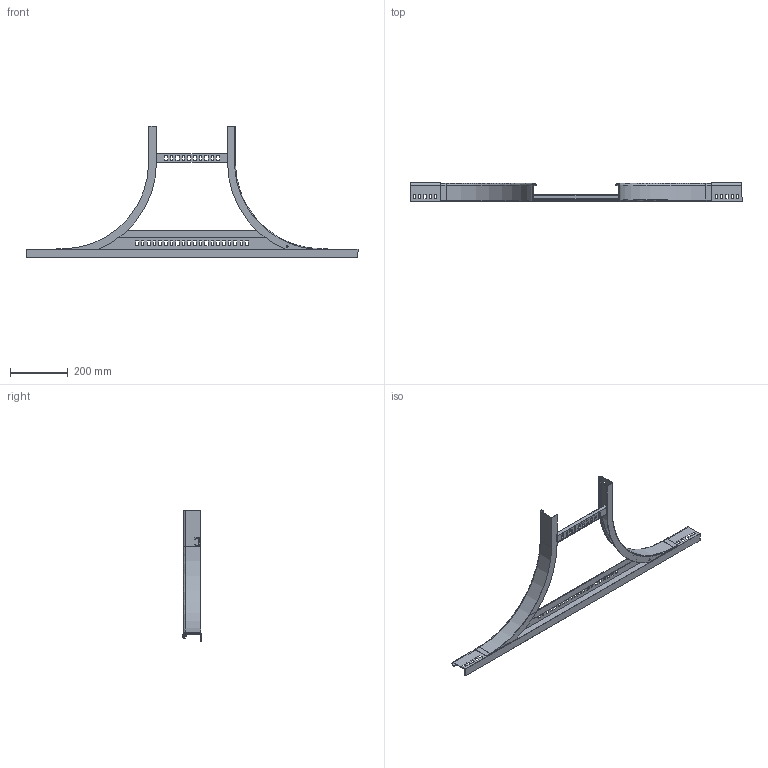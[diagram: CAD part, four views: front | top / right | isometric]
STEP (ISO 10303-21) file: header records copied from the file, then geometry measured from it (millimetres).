
FILE_DESCRIPTION (( 'STEP AP214' ), '1' );
FILE_NAME ('6225872.stp', '2017-03-27T07:56:45', ( '' ), ( '' ), 'SwSTEP 2.0', 'SolidWorks 2016', '' );
FILE_SCHEMA (( 'AUTOMOTIVE_DESIGN' ));
Length unit declared in the file: millimetre
Products named in the file (5): 086941_Innenholm 60xR300 li; 086940_St》zprofil f〉 R300 NB300; 079986_L=0292; 086941_Innenholm 60xR300 re; 6225872
Assembly tree (4 placements, depth 2):
  6225872
    086941_Innenholm 60xR300 re
    079986_L=0292
    086940_St》zprofil f〉 R300 NB300
    086941_Innenholm 60xR300 li
Bounding box: 1150 x 65 x 456.2 mm (x, y, z)
Volume: 447422.5 mm3; surface area: 529714.4 mm2
Topology: 4 solids, 4 shells, 324 faces, 925 edges, 609 vertices
Faces by surface type: plane 236, cylinder 76, bspline 12
Entity records: 15473 total; most frequent: CARTESIAN_POINT 3049, ORIENTED_EDGE 1850, DIRECTION 1687, EDGE_CURVE 925, LINE 745, VECTOR 745, VERTEX_POINT 609, AXIS2_PLACEMENT_3D 471
